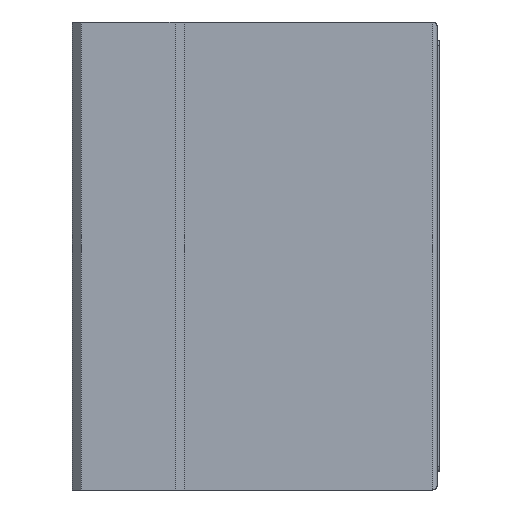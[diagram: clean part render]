
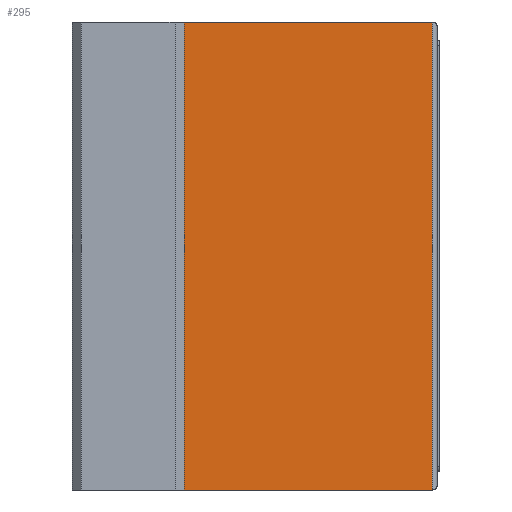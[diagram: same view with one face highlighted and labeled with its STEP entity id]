
A CAD part, left-side view. The second image highlights one B-rep face of the part: STEP entity #295.
In plain terms, the highlighted planar face has unit normal (-1, 0, 0).
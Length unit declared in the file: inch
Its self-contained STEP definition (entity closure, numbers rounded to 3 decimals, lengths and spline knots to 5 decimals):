
#197 = CARTESIAN_POINT ( 'NONE',  ( -0.90551, -0.61024, 1.9685 ) ) ;
#284 = VECTOR ( 'NONE', #4667, 39.37008 ) ;
#295 = ADVANCED_FACE ( 'NONE', ( #891 ), #2956, .T. ) ;
#330 = AXIS2_PLACEMENT_3D ( 'NONE', #2542, #4202, #3723 ) ;
#339 = DIRECTION ( 'NONE',  ( 0., 1., 0. ) ) ;
#343 = VECTOR ( 'NONE', #4184, 39.37008 ) ;
#479 = CARTESIAN_POINT ( 'NONE',  ( -0.90551, -0.61024, 0. ) ) ;
#727 = ORIENTED_EDGE ( 'NONE', *, *, #5260, .T. ) ;
#891 = FACE_OUTER_BOUND ( 'NONE', #4840, .T. ) ;
#1125 = LINE ( 'NONE', #1580, #3141 ) ;
#1580 = CARTESIAN_POINT ( 'NONE',  ( -0.90551, 0.47244, 1.9685 ) ) ;
#1754 = CARTESIAN_POINT ( 'NONE',  ( -0.90551, -0.61024, 1.9685 ) ) ;
#1912 = ORIENTED_EDGE ( 'NONE', *, *, #2036, .T. ) ;
#2015 = VECTOR ( 'NONE', #5009, 39.37008 ) ;
#2036 = EDGE_CURVE ( 'NONE', #3986, #4263, #2549, .T. ) ;
#2341 = CARTESIAN_POINT ( 'NONE',  ( -0.90551, 0.43307, 1.9685 ) ) ;
#2542 = CARTESIAN_POINT ( 'NONE',  ( -0.90551, 0.47244, 1.9685 ) ) ;
#2549 = LINE ( 'NONE', #1754, #343 ) ;
#2708 = LINE ( 'NONE', #4333, #284 ) ;
#2956 = PLANE ( 'NONE',  #330 ) ;
#3141 = VECTOR ( 'NONE', #339, 39.37008 ) ;
#3687 = CARTESIAN_POINT ( 'NONE',  ( -0.90551, 0.43307, 0. ) ) ;
#3723 = DIRECTION ( 'NONE',  ( 0., -1., 0. ) ) ;
#3757 = EDGE_CURVE ( 'NONE', #3986, #4017, #4281, .T. ) ;
#3801 = EDGE_CURVE ( 'NONE', #4263, #5084, #1125, .T. ) ;
#3889 = CARTESIAN_POINT ( 'NONE',  ( -0.90551, 0.47244, 0. ) ) ;
#3986 = VERTEX_POINT ( 'NONE', #479 ) ;
#4017 = VERTEX_POINT ( 'NONE', #3687 ) ;
#4184 = DIRECTION ( 'NONE',  ( 0., 0., 1. ) ) ;
#4202 = DIRECTION ( 'NONE',  ( -1., 0., 0. ) ) ;
#4263 = VERTEX_POINT ( 'NONE', #197 ) ;
#4281 = LINE ( 'NONE', #3889, #2015 ) ;
#4333 = CARTESIAN_POINT ( 'NONE',  ( -0.90551, 0.43307, 0. ) ) ;
#4376 = ORIENTED_EDGE ( 'NONE', *, *, #3757, .F. ) ;
#4667 = DIRECTION ( 'NONE',  ( 0., 0., -1. ) ) ;
#4686 = ORIENTED_EDGE ( 'NONE', *, *, #3801, .T. ) ;
#4840 = EDGE_LOOP ( 'NONE', ( #4686, #727, #4376, #1912 ) ) ;
#5009 = DIRECTION ( 'NONE',  ( 0., 1., 0. ) ) ;
#5084 = VERTEX_POINT ( 'NONE', #2341 ) ;
#5260 = EDGE_CURVE ( 'NONE', #5084, #4017, #2708, .T. ) ;
